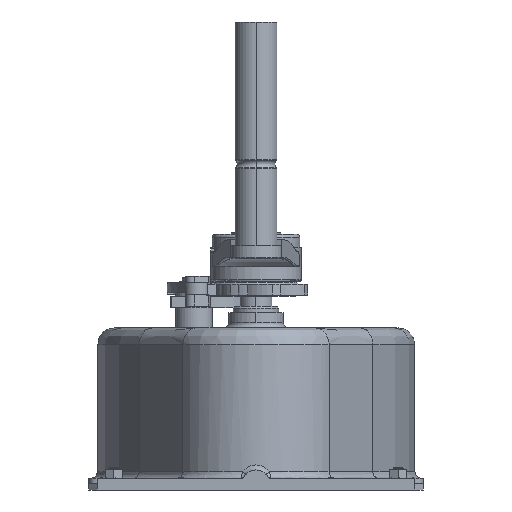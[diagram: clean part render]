
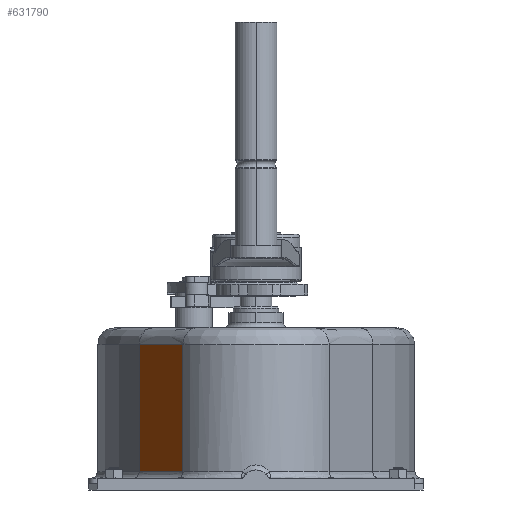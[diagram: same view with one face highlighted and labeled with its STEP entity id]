
A CAD part, front view. The second image highlights one B-rep face of the part: STEP entity #631790.
In plain terms, the highlighted face is planar.
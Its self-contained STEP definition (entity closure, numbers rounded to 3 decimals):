
#3090=CARTESIAN_POINT('',(43.736,-114.231,-11.));
#3100=VERTEX_POINT('',#3090);
#4390=CARTESIAN_POINT('',(43.736,-114.231,-87.));
#4400=VERTEX_POINT('',#4390);
#4450=CARTESIAN_POINT('',(21.235,-154.846,-87.));
#4460=DIRECTION('',(0.485,0.875,
0.));
#4470=VECTOR('',#4460,1.);
#4480=LINE('',#4450,#4470);
#4490=CARTESIAN_POINT('',(69.946,-66.922,-87.));
#4500=VERTEX_POINT('',#4490);
#4510=EDGE_CURVE('',#4400,#4500,#4480,.T.);
#21520=CARTESIAN_POINT('',(69.946,-66.922,-97.));
#21530=DIRECTION('',(0.,0.,1.));
#21540=VECTOR('',#21530,1.);
#21550=LINE('',#21520,#21540);
#21560=CARTESIAN_POINT('',(69.946,-66.922,-11.));
#21570=VERTEX_POINT('',#21560);
#21580=EDGE_CURVE('',#4500,#21570,#21550,.T.);
#631580=CARTESIAN_POINT('',(43.736,-114.231,-97.));
#631590=DIRECTION('',(-0.875,0.485,
0.));
#631600=DIRECTION('',(-0.485,-0.875,
0.));
#631610=AXIS2_PLACEMENT_3D('',#631580,#631590,#631600);
#631620=PLANE('',#631610);
#631630=ORIENTED_EDGE('',*,*,#4510,.T.);
#631640=CARTESIAN_POINT('',(43.736,-114.231,-97.));
#631650=DIRECTION('',(0.,0.,1.));
#631660=VECTOR('',#631650,1.);
#631670=LINE('',#631640,#631660);
#631680=EDGE_CURVE('',#4400,#3100,#631670,.T.);
#631690=ORIENTED_EDGE('',*,*,#631680,.F.);
#631700=CARTESIAN_POINT('',(24.994,-148.062,-11.));
#631710=DIRECTION('',(-0.485,-0.875,
0.));
#631720=VECTOR('',#631710,1.);
#631730=LINE('',#631700,#631720);
#631740=EDGE_CURVE('',#21570,#3100,#631730,.T.);
#631750=ORIENTED_EDGE('',*,*,#631740,.T.);
#631760=ORIENTED_EDGE('',*,*,#21580,.T.);
#631770=EDGE_LOOP('',(#631760,#631750,#631690,#631630));
#631780=FACE_OUTER_BOUND('',#631770,.T.);
#631790=ADVANCED_FACE('',(#631780),#631620,.F.);
